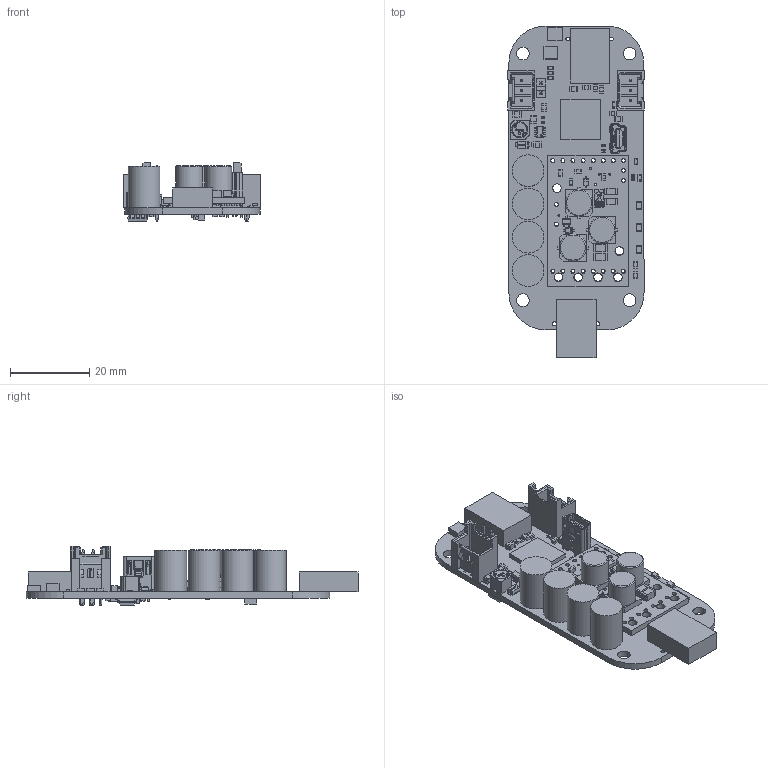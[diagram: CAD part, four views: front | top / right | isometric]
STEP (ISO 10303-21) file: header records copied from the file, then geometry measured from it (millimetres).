
FILE_DESCRIPTION(('Open CASCADE Model'),'2;1');
FILE_NAME('Open CASCADE Shape Model','2018-02-10T17:11:34',('Author'),( 'Open CASCADE'),'Open CASCADE STEP processor 6.5','Open CASCADE 6.5' ,'Unknown');
FILE_SCHEMA(('AUTOMOTIVE_DESIGN { 1 0 10303 214 1 1 1 1 }'));
Length unit declared in the file: millimetre
Products named in the file (128): PCB; Board; J7; 533750310; SOLID; COMPOUND; C4; 1387101760; Cylinder; C5; C6; C7; C15; User_Library-Chip_Cap_MLCC_0805_(2012)_A; C14; C13; 1379165408; Extruded; 1379165664; C12; C11; R3; 0603-RES; L3; 1379167712; 1379167968; C10; C9; C8; U8; User_Library-SOIC-8-1; U4; 1379164896; 1379165792; 1379165280; U3; 1379166560; SW1; 1379167456; R59 ...
Assembly tree (171 placements, depth 4):
  PCB
    Board
    J7
      533750310
        SOLID
        COMPOUND
    C4
      1387101760
        Cylinder
    C5
      1387101760
        Cylinder
    C6
      1387101760
        Cylinder
    C7
      1387101760
        Cylinder
    C15
      User_Library-Chip_Cap_MLCC_0805_(2012)_A
    C14
      User_Library-Chip_Cap_MLCC_0805_(2012)_A
    C13
      1379165408
        Extruded
      1379165664  x2
        Extruded
    C12
      1379165408
        Extruded
      1379165664  x2
        Extruded
    C11
      1379165408
        Extruded
      1379165664  x2
        Extruded
    R3
      0603-RES
    L3
      1379167712
        Extruded
      1379167968  x2
        Extruded
    C10
      User_Library-Chip_Cap_MLCC_0805_(2012)_A
    C9
      User_Library-Chip_Cap_MLCC_0805_(2012)_A
    C8
      User_Library-Chip_Cap_MLCC_0805_(2012)_A
    U8
      User_Library-SOIC-8-1
    U4
      1379164896
        Extruded
      1379165792
        Extruded
      1379165280
        Extruded
    U3
Bounding box: 34.4 x 83.78 x 14.93 mm (x, y, z)
Volume: 10404.4 mm3; surface area: 13712.3 mm2
Topology: 106 solids, 107 shells, 4190 faces, 10764 edges, 6843 vertices
Faces by surface type: plane 2816, cylinder 720, bspline 514, sphere 72, cone 35, torus 21, extrusion 12
Full cylindrical faces by diameter (mm): 0.25 x1, 0.5 x1, 0.508 x5, 0.7 x5, 1 x10, 1.016 x20, 1.02 x2, 1.1 x20, 1.2 x2, 1.7 x4, 1.8 x1, 2.18 x6, 2.184 x6, 2.8 x1, 3.2 x4, 3.8 x1, 6.8 x3, 8 x4
Entity records: 232712 total; most frequent: CARTESIAN_POINT 69477, DIRECTION 24612, VECTOR 16837, LINE 16825, ORIENTED_EDGE 15518, PCURVE 15518, DEFINITIONAL_REPRESENTATION 15518, EDGE_CURVE 7761
